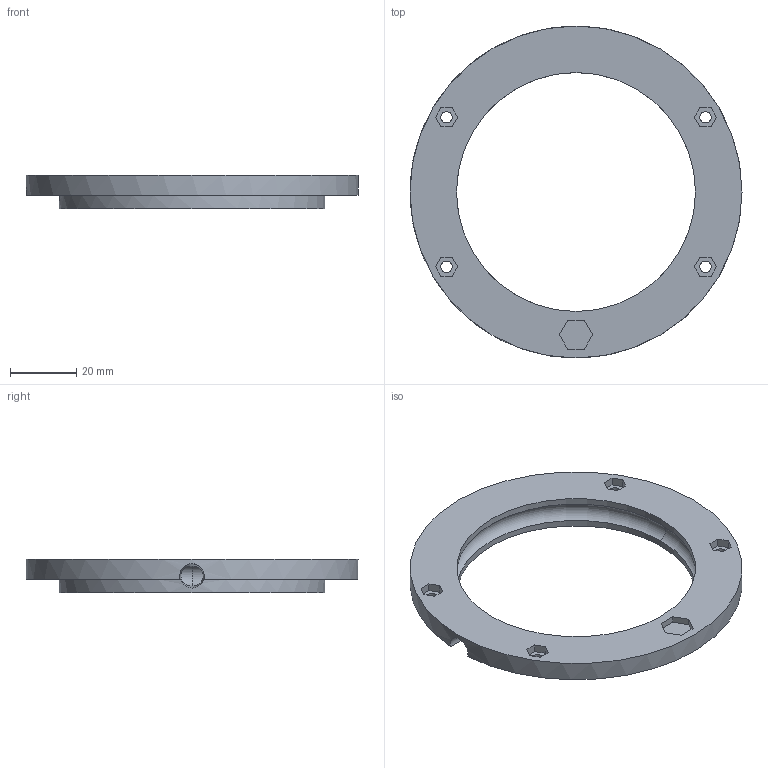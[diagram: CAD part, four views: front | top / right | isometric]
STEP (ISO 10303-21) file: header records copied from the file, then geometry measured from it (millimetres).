
FILE_DESCRIPTION(('FreeCAD Model'),'2;1');
FILE_NAME('Open CASCADE Shape Model','2025-04-17T18:21:49',(''),(''), 'Open CASCADE STEP processor 7.8','FreeCAD','Unknown');
FILE_SCHEMA(('AUTOMOTIVE_DESIGN { 1 0 10303 214 1 1 1 1 }'));
Length unit declared in the file: millimetre
Products named in the file (1): Art4BearingRing
Bounding box: 100 x 100 x 10 mm (x, y, z)
Volume: 23321.9 mm3; surface area: 13610.4 mm2
Topology: 1 solids, 1 shells, 50 faces, 134 edges, 89 vertices
Faces by surface type: plane 38, cylinder 9, torus 2, cone 1
Full cylindrical faces by diameter (mm): 3.4 x4, 72 x2, 80 x1, 100 x1
Entity records: 1889 total; most frequent: CARTESIAN_POINT 578, ORIENTED_EDGE 268, DIRECTION 253, EDGE_CURVE 134, LINE 101, VECTOR 101, VERTEX_POINT 89, AXIS2_PLACEMENT_3D 76
